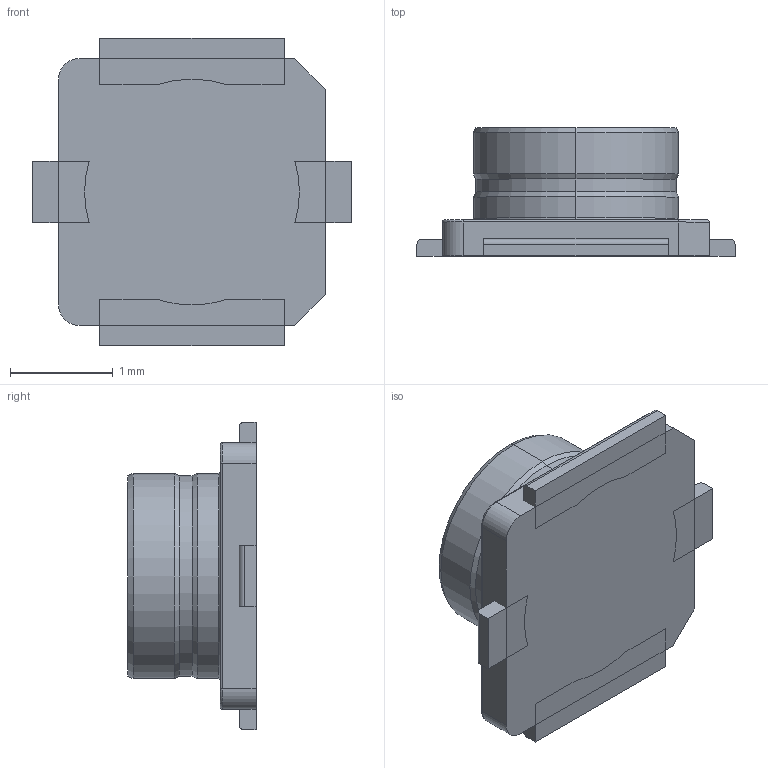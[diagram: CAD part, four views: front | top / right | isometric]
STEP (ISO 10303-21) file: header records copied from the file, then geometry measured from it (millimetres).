
FILE_DESCRIPTION (( 'STEP AP214' ), '1' );
FILE_NAME ('u.Fl Antenna Connector - 523-A-1JB.STEP', '2018-05-18T05:24:21', ( '' ), ( '' ), 'SwSTEP 2.0', 'SolidWorks 2016', '' );
FILE_SCHEMA (( 'AUTOMOTIVE_DESIGN' ));
Length unit declared in the file: millimetre
Products named in the file (1): u.Fl Antenna Connector - 523-A-1JB
Bounding box: 3.1 x 1.25 x 3 mm (x, y, z)
Volume: 3.4 mm3; surface area: 35.1 mm2
Topology: 5 solids, 5 shells, 82 faces, 185 edges, 116 vertices
Faces by surface type: plane 41, cylinder 29, torus 6, cone 6
Entity records: 3119 total; most frequent: DIRECTION 413, CARTESIAN_POINT 396, ORIENTED_EDGE 370, EDGE_CURVE 185, AXIS2_PLACEMENT_3D 149, VERTEX_POINT 116, VECTOR 115, LINE 115
